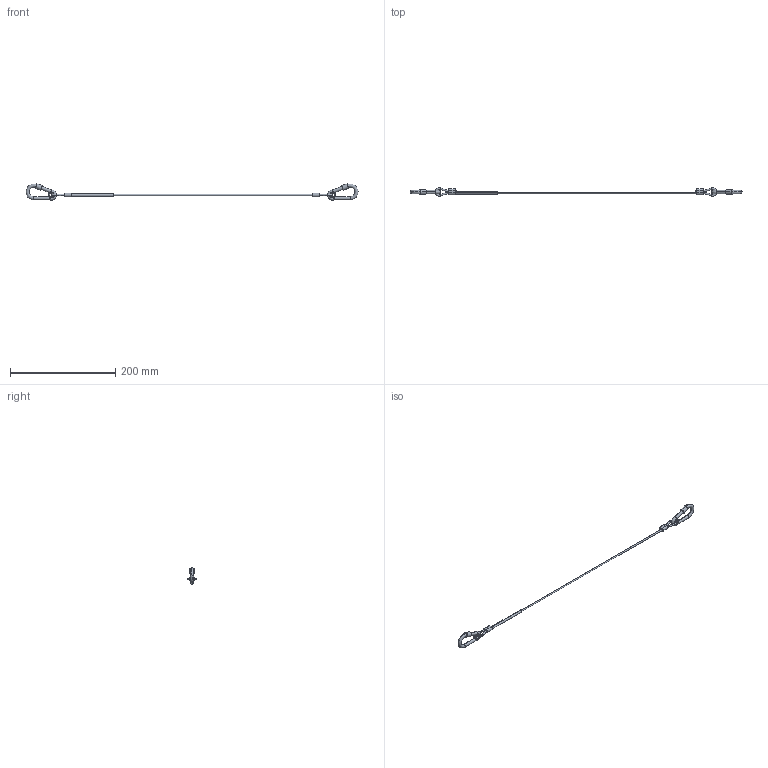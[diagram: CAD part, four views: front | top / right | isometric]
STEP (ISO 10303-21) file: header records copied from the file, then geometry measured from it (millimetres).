
FILE_DESCRIPTION (( 'STEP AP203' ), '1' );
FILE_NAME ('T22101.STEP', '2018-07-19T08:29:59', ( '' ), ( '' ), 'SwSTEP 2.0', 'SolidWorks 2016', '' );
FILE_SCHEMA (( 'CONFIG_CONTROL_DESIGN' ));
Length unit declared in the file: millimetre
Products named in the file (5): T22101; S2911; T400001 (T22101); S3249_HEATSHRINK - BLACK -  DIA 4.8; S3163
Assembly tree (6 placements, depth 2):
  T22101
    T400001 (T22101)
    S3163  x2
    S3249_HEATSHRINK - BLACK -  DIA 4.8
    S2911  x2
Bounding box: 629.98 x 15.99 x 31.2 mm (x, y, z)
Volume: 13866.2 mm3; surface area: 15138.2 mm2
Topology: 6 solids, 6 shells, 114 faces, 268 edges, 154 vertices
Faces by surface type: torus 48, cylinder 38, plane 20, cone 8
Entity records: 2785 total; most frequent: CARTESIAN_POINT 447, DIRECTION 436, ORIENTED_EDGE 338, AXIS2_PLACEMENT_3D 196, EDGE_CURVE 169, CIRCLE 111, VERTEX_POINT 99, EDGE_LOOP 82
